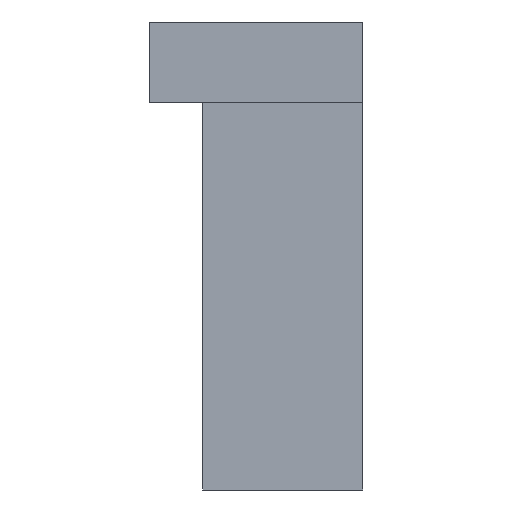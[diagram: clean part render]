
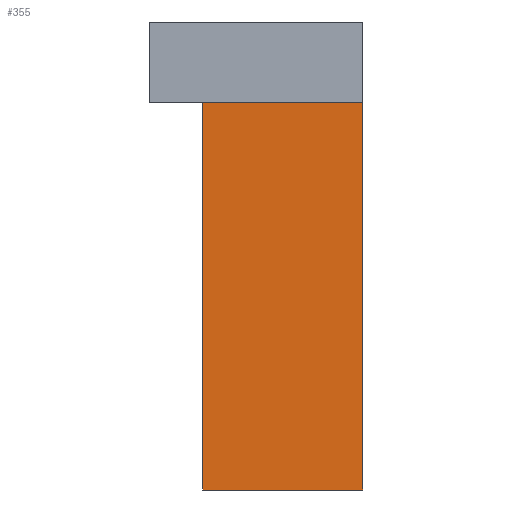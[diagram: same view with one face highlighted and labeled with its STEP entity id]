
A CAD part, front view. The second image highlights one B-rep face of the part: STEP entity #355.
In plain terms, the highlighted planar face has unit normal (0, -1, 0).
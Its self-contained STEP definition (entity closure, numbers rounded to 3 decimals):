
#27=PLANE('',#391);
#43=FACE_OUTER_BOUND('',#63,.T.);
#63=EDGE_LOOP('',(#279,#280,#281,#282));
#97=LINE('',#544,#137);
#98=LINE('',#547,#138);
#99=LINE('',#549,#139);
#100=LINE('',#550,#140);
#137=VECTOR('',#445,10.);
#138=VECTOR('',#448,10.);
#139=VECTOR('',#449,10.);
#140=VECTOR('',#450,10.);
#181=VERTEX_POINT('',#536);
#184=VERTEX_POINT('',#542);
#185=VERTEX_POINT('',#546);
#186=VERTEX_POINT('',#548);
#221=EDGE_CURVE('',#181,#184,#97,.T.);
#222=EDGE_CURVE('',#184,#185,#98,.T.);
#223=EDGE_CURVE('',#186,#185,#99,.T.);
#224=EDGE_CURVE('',#181,#186,#100,.T.);
#279=ORIENTED_EDGE('',*,*,#221,.T.);
#280=ORIENTED_EDGE('',*,*,#222,.T.);
#281=ORIENTED_EDGE('',*,*,#223,.F.);
#282=ORIENTED_EDGE('',*,*,#224,.F.);
#355=ADVANCED_FACE('',(#43),#27,.T.);
#391=AXIS2_PLACEMENT_3D('',#545,#446,#447);
#445=DIRECTION('',(-1.,0.,0.));
#446=DIRECTION('center_axis',(0.,-1.,0.));
#447=DIRECTION('ref_axis',(-1.,0.,0.));
#448=DIRECTION('',(0.,0.,-1.));
#449=DIRECTION('',(-1.,0.,0.));
#450=DIRECTION('',(0.,0.,-1.));
#536=CARTESIAN_POINT('',(-11.5,-12.,-3.));
#542=CARTESIAN_POINT('',(-17.5,-12.,-3.));
#544=CARTESIAN_POINT('',(-13.5,-12.,-3.));
#545=CARTESIAN_POINT('Origin',(-11.5,-12.,0.));
#546=CARTESIAN_POINT('',(-17.5,-12.,-17.5));
#547=CARTESIAN_POINT('',(-17.5,-12.,0.));
#548=CARTESIAN_POINT('',(-11.5,-12.,-17.5));
#549=CARTESIAN_POINT('',(-11.5,-12.,-17.5));
#550=CARTESIAN_POINT('',(-11.5,-12.,0.));
